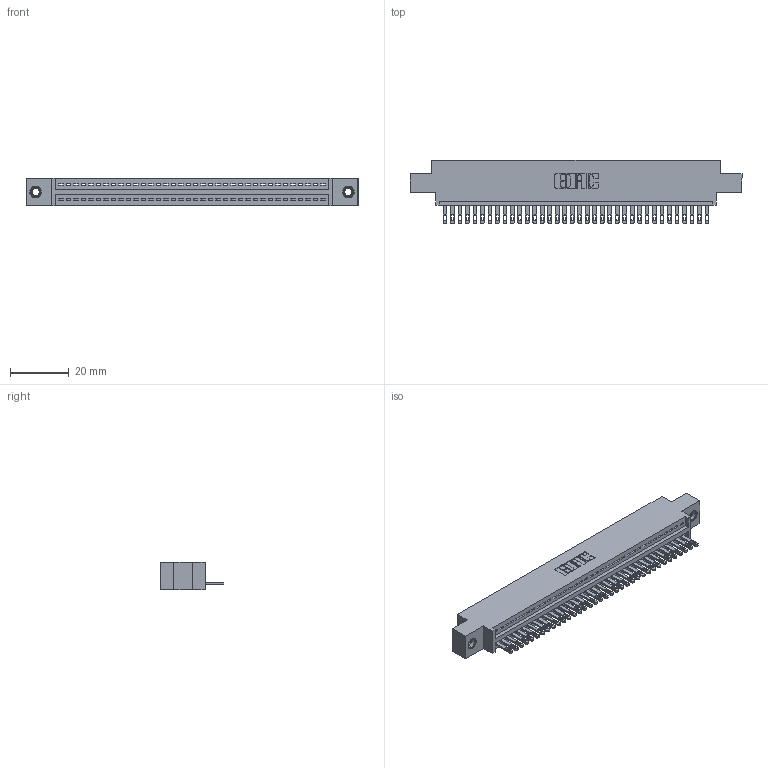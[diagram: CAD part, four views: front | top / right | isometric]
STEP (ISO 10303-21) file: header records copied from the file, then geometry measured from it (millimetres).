
FILE_DESCRIPTION (( 'STEP AP203' ), '1' );
FILE_NAME ('895-036-500-607.STEP', '2020-09-25T23:16:54', ( '' ), ( '' ), 'SwSTEP 2.0', 'SolidWorks 2020', '' );
FILE_SCHEMA (( 'CONFIG_CONTROL_DESIGN' ));
Length unit declared in the file: inch
Products named in the file (4): 845 Part_0.170 Offset - 0.156 Dia-TI; 345-250-001_345-250-005-103; 895-036-500-607; 345-292-001_345-293-100
Assembly tree (39 placements, depth 2):
  895-036-500-607
    845 Part_0.170 Offset - 0.156 Dia-TI
    345-292-001_345-293-100  x36
    345-250-001_345-250-005-103  x2
Bounding box: 112.65 x 21.51 x 9.4 mm (x, y, z)
Volume: 10545.7 mm3; surface area: 14172.7 mm2
Topology: 39 solids, 39 shells, 2134 faces, 6537 edges, 4350 vertices
Faces by surface type: plane 1340, cylinder 778, cone 12, torus 4
Entity records: 29150 total; most frequent: CARTESIAN_POINT 5031, ORIENTED_EDGE 4994, DIRECTION 4431, EDGE_CURVE 2497, LINE 2197, VECTOR 2197, VERTEX_POINT 1660, AXIS2_PLACEMENT_3D 1117
